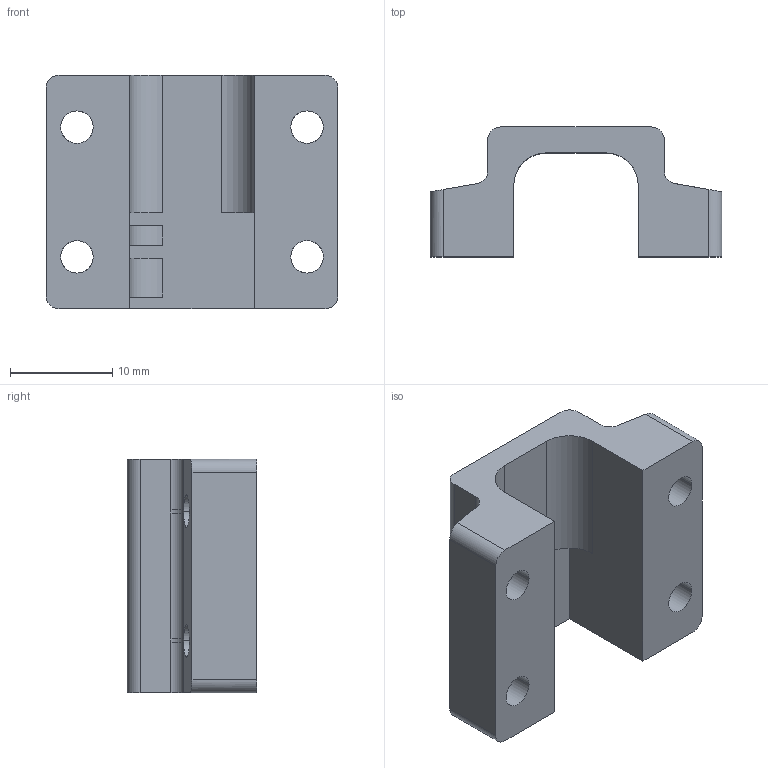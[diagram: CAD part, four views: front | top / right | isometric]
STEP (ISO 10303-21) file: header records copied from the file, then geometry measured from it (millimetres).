
FILE_DESCRIPTION (( 'STEP AP214' ), '1' );
FILE_NAME ('-motor_mount_v2.1.1_straight STEP.STEP', '2016-01-16T16:23:06', ( '' ), ( '' ), 'SwSTEP 2.0', 'SolidWorks 2013', '' );
FILE_SCHEMA (( 'AUTOMOTIVE_DESIGN' ));
Length unit declared in the file: inch
Products named in the file (1): -motor_mount_v2.1.1_straight STEP
Bounding box: 28.57 x 12.7 x 22.86 mm (x, y, z)
Volume: 3790.6 mm3; surface area: 2781.1 mm2
Topology: 1 solids, 1 shells, 48 faces, 142 edges, 92 vertices
Faces by surface type: cylinder 24, plane 20, bspline 4
Entity records: 1698 total; most frequent: CARTESIAN_POINT 411, ORIENTED_EDGE 284, DIRECTION 244, EDGE_CURVE 142, VERTEX_POINT 92, LINE 82, VECTOR 82, AXIS2_PLACEMENT_3D 81
